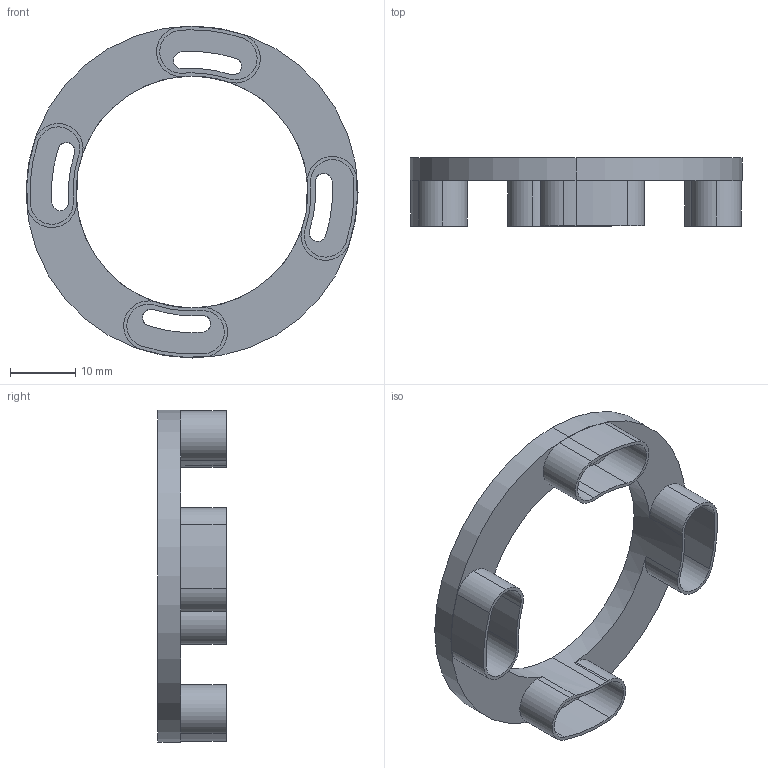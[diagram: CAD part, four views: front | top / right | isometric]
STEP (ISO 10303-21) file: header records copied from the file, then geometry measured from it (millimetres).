
FILE_DESCRIPTION (( 'STEP AP214' ), '1' );
FILE_NAME ('奻攫.STEP', '2024-02-27T17:17:45', ( '' ), ( '' ), 'SwSTEP 2.0', 'SolidWorks 2022', '' );
FILE_SCHEMA (( 'AUTOMOTIVE_DESIGN' ));
Length unit declared in the file: millimetre
Products named in the file (1): 上盘
Bounding box: 51 x 10.5 x 51 mm (x, y, z)
Volume: 3581.1 mm3; surface area: 6060.5 mm2
Topology: 1 solids, 1 shells, 106 faces, 283 edges, 182 vertices
Faces by surface type: cylinder 77, plane 17, torus 12
Entity records: 3521 total; most frequent: CARTESIAN_POINT 692, DIRECTION 655, ORIENTED_EDGE 566, EDGE_CURVE 283, AXIS2_PLACEMENT_3D 283, VERTEX_POINT 182, CIRCLE 176, EDGE_LOOP 119
